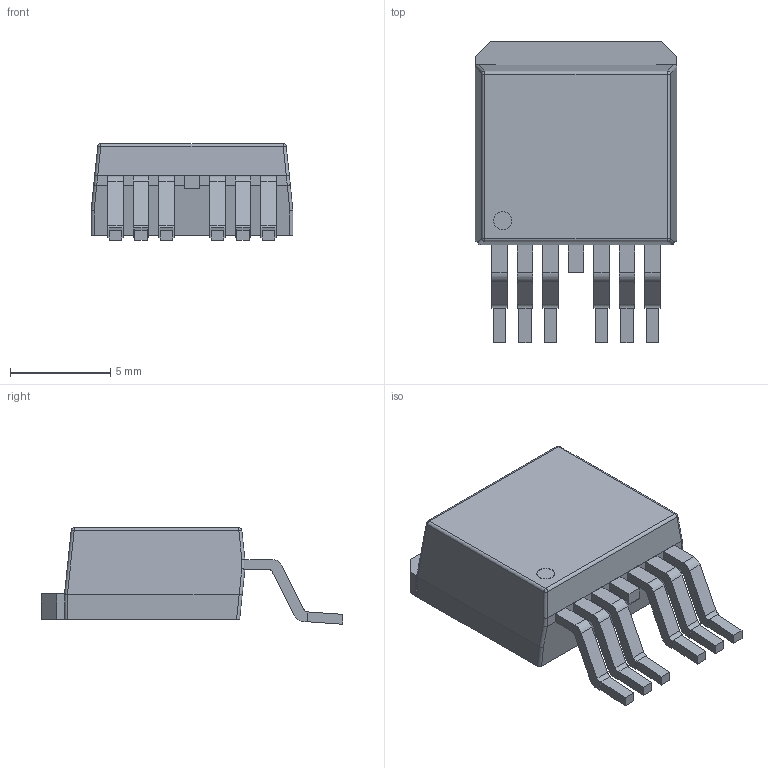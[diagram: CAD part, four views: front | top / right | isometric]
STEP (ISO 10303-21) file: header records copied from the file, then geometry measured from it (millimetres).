
FILE_DESCRIPTION (( 'STEP AP214' ), '1' );
FILE_NAME ('IPF067N20NM6ATMA1.STEP', '2024-05-27T05:06:57', ( '' ), ( '' ), 'SwSTEP 2.0', 'SolidWorks 2022', '' );
FILE_SCHEMA (( 'AUTOMOTIVE_DESIGN' ));
Length unit declared in the file: millimetre
Products named in the file (1): IPF067N20NM6ATMA1
Bounding box: 10.05 x 14.99 x 4.8 mm (x, y, z)
Volume: 421.1 mm3; surface area: 621 mm2
Topology: 10 solids, 10 shells, 171 faces, 424 edges, 274 vertices
Faces by surface type: plane 122, cylinder 45, bspline 4
Entity records: 7008 total; most frequent: CARTESIAN_POINT 1014, ORIENTED_EDGE 848, DIRECTION 812, EDGE_CURVE 424, LINE 332, VECTOR 332, VERTEX_POINT 274, AXIS2_PLACEMENT_3D 240
